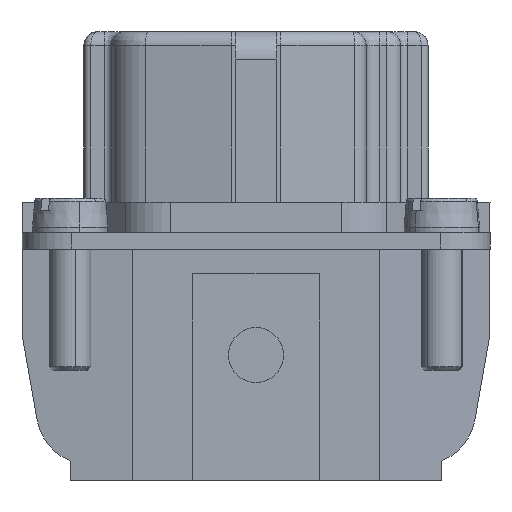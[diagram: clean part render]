
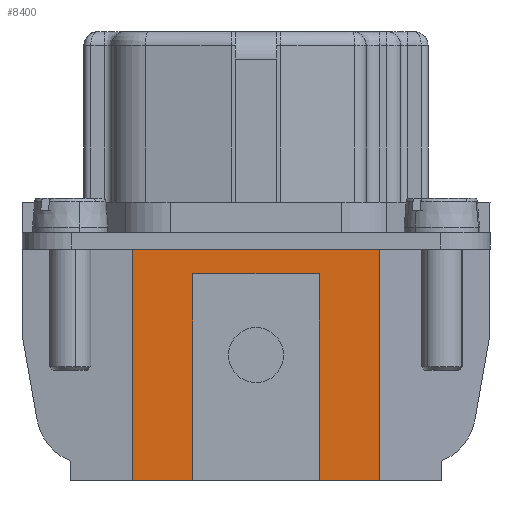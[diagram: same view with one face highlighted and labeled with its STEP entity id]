
A CAD part, left-side view. The second image highlights one B-rep face of the part: STEP entity #8400.
In plain terms, the highlighted planar face has unit normal (-0.999, 0, -0.035).
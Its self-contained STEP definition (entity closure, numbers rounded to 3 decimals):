
#8400=ADVANCED_FACE('',(#10234),#9200,.F.);
#9200=PLANE('',#27225);
#10234=FACE_OUTER_BOUND('',#11562,.T.);
#11562=EDGE_LOOP('',(#17005,#17006,#17007,#17008,#17009,#17010,#17011,#17012));
#17005=ORIENTED_EDGE('',*,*,#22332,.T.);
#17006=ORIENTED_EDGE('',*,*,#22333,.T.);
#17007=ORIENTED_EDGE('',*,*,#22334,.T.);
#17008=ORIENTED_EDGE('',*,*,#22335,.T.);
#17009=ORIENTED_EDGE('',*,*,#22336,.F.);
#17010=ORIENTED_EDGE('',*,*,#22337,.T.);
#17011=ORIENTED_EDGE('',*,*,#22338,.T.);
#17012=ORIENTED_EDGE('',*,*,#22339,.T.);
#19469=VERTEX_POINT('',#44377);
#19470=VERTEX_POINT('',#44378);
#19471=VERTEX_POINT('',#44380);
#19472=VERTEX_POINT('',#44382);
#19473=VERTEX_POINT('',#44384);
#19474=VERTEX_POINT('',#44386);
#19475=VERTEX_POINT('',#44388);
#19476=VERTEX_POINT('',#44390);
#22332=EDGE_CURVE('',#19469,#19470,#24088,.T.);
#22333=EDGE_CURVE('',#19470,#19471,#24089,.T.);
#22334=EDGE_CURVE('',#19471,#19472,#24090,.T.);
#22335=EDGE_CURVE('',#19472,#19473,#24091,.T.);
#22336=EDGE_CURVE('',#19474,#19473,#24092,.T.);
#22337=EDGE_CURVE('',#19474,#19475,#24093,.T.);
#22338=EDGE_CURVE('',#19475,#19476,#24094,.T.);
#22339=EDGE_CURVE('',#19476,#19469,#24095,.T.);
#24088=LINE('',#44376,#25894);
#24089=LINE('',#44379,#25895);
#24090=LINE('',#44381,#25896);
#24091=LINE('',#44383,#25897);
#24092=LINE('',#44385,#25898);
#24093=LINE('',#44387,#25899);
#24094=LINE('',#44389,#25900);
#24095=LINE('',#44391,#25901);
#25894=VECTOR('',#31452,1.);
#25895=VECTOR('',#31453,1.);
#25896=VECTOR('',#31454,1.);
#25897=VECTOR('',#31455,1.);
#25898=VECTOR('',#31456,1.);
#25899=VECTOR('',#31457,1.);
#25900=VECTOR('',#31458,1.);
#25901=VECTOR('',#31459,1.);
#27225=AXIS2_PLACEMENT_3D('',#44392,#31460,#31461);
#31452=DIRECTION('',(0.,1.,0.));
#31453=DIRECTION('',(0.035,0.,-0.999));
#31454=DIRECTION('',(0.,-1.,0.));
#31455=DIRECTION('',(-0.035,0.,0.999));
#31456=DIRECTION('',(0.,1.,0.));
#31457=DIRECTION('',(0.035,0.,-0.999));
#31458=DIRECTION('',(0.,-1.,0.));
#31459=DIRECTION('',(-0.035,0.,0.999));
#31460=DIRECTION('',(0.999,0.,0.035));
#31461=DIRECTION('',(0.,-1.,0.));
#44376=CARTESIAN_POINT('',(-24.61,0.,-0.2));
#44377=CARTESIAN_POINT('',(-24.61,-9.,-0.2));
#44378=CARTESIAN_POINT('',(-24.61,9.,-0.2));
#44379=CARTESIAN_POINT('',(-24.024,9.,-16.99));
#44380=CARTESIAN_POINT('',(-24.024,9.,-17.));
#44381=CARTESIAN_POINT('',(-24.024,0.,-17.));
#44382=CARTESIAN_POINT('',(-24.024,4.6,-17.));
#44383=CARTESIAN_POINT('',(-24.024,4.6,-16.99));
#44384=CARTESIAN_POINT('',(-24.548,4.6,-2.));
#44385=CARTESIAN_POINT('',(-24.548,0.,-2.));
#44386=CARTESIAN_POINT('',(-24.548,-4.6,-2.));
#44387=CARTESIAN_POINT('',(-24.024,-4.6,-16.99));
#44388=CARTESIAN_POINT('',(-24.024,-4.6,-17.));
#44389=CARTESIAN_POINT('',(-24.024,0.,-17.));
#44390=CARTESIAN_POINT('',(-24.024,-9.,-17.));
#44391=CARTESIAN_POINT('',(-24.024,-9.,-16.99));
#44392=CARTESIAN_POINT('',(-24.024,0.,-16.99));
